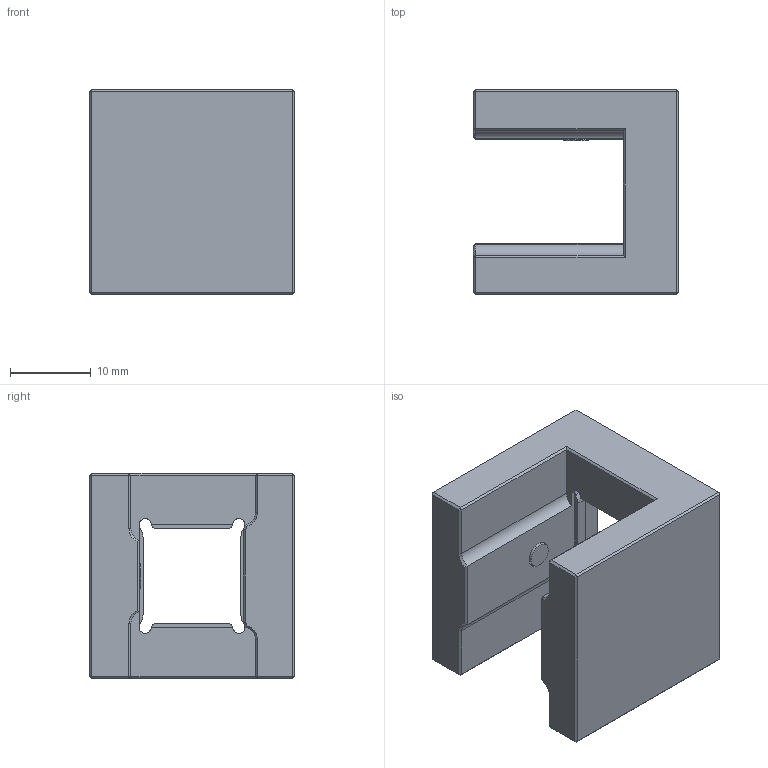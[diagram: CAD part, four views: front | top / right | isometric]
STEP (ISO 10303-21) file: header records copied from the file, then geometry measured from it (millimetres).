
FILE_DESCRIPTION (( 'STEP AP214' ), '1' );
FILE_NAME ('1.6.4.50_ZSJ-1F05_分束镜安装座转接件，边长25.4mm(1.0英寸)转12.7mm(0.5英寸).STEP', '2021-07-30T06:04:00', ( 'Microsoft' ), ( 'Microsoft' ), 'SwSTEP 2.0', 'SolidWorks 2018', '' );
FILE_SCHEMA (( 'AUTOMOTIVE_DESIGN' ));
Length unit declared in the file: millimetre
Products named in the file (1): 1.6.4.50_ZSJ-1F05_分束镜安装座转接件，边长25.4mm(1.0英寸)转12.7mm(0.5英寸)
Bounding box: 25.4 x 25.4 x 25.4 mm (x, y, z)
Surface area: 4402.2 mm2 (no closed solid volume)
Topology: 0 solids, 3 shells, 121 faces, 296 edges, 178 vertices
Faces by surface type: plane 77, cylinder 26, cone 18
Entity records: 4866 total; most frequent: CARTESIAN_POINT 654, DIRECTION 608, ORIENTED_EDGE 576, EDGE_CURVE 296, AXIS2_PLACEMENT_3D 204, VECTOR 200, LINE 200, VERTEX_POINT 178
